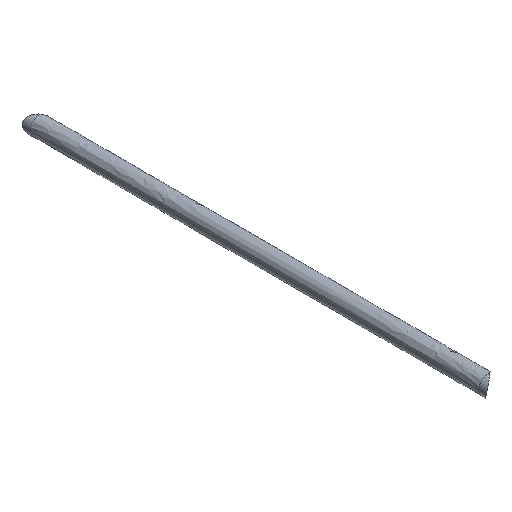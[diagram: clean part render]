
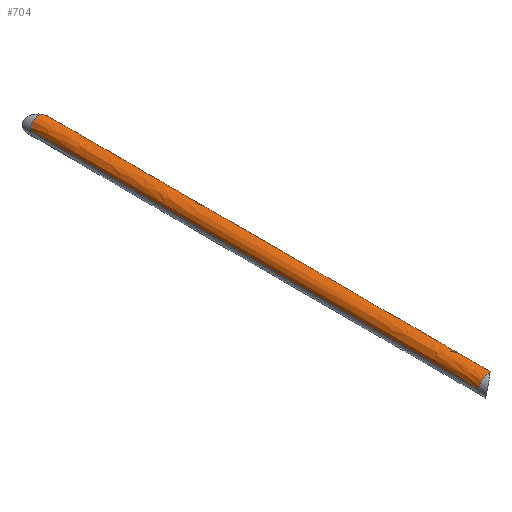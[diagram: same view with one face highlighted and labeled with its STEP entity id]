
A CAD part, isometric view. The second image highlights one B-rep face of the part: STEP entity #704.
In plain terms, the highlighted free-form (B-spline) face has degree [5, 4] with [6, 5] control points.
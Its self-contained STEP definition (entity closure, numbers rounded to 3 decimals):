
#61=CARTESIAN_POINT('Vertex',(-1971.255,311.28,343.46)) ;
#66=CARTESIAN_POINT('Axis2P3D Location',(-1958.755,311.28,343.46)) ;
#70=CARTESIAN_POINT('Vertex',(-1955.594,311.28,355.554)) ;
#280=CARTESIAN_POINT('Vertex',(-1971.255,-311.28,343.46)) ;
#433=CARTESIAN_POINT('Control Point',(-1946.255,-300.441,343.46)) ;
#434=CARTESIAN_POINT('Control Point',(-1946.255,-300.567,344.014)) ;
#435=CARTESIAN_POINT('Control Point',(-1946.286,-300.718,344.566)) ;
#436=CARTESIAN_POINT('Control Point',(-1946.347,-300.895,345.112)) ;
#437=CARTESIAN_POINT('Control Point',(-1946.532,-301.307,346.22)) ;
#438=CARTESIAN_POINT('Control Point',(-1946.832,-301.807,347.278)) ;
#439=CARTESIAN_POINT('Control Point',(-1947.016,-302.086,347.807)) ;
#440=CARTESIAN_POINT('Control Point',(-1947.58,-302.888,349.187)) ;
#441=CARTESIAN_POINT('Control Point',(-1948.319,-303.81,350.428)) ;
#442=CARTESIAN_POINT('Control Point',(-1948.842,-304.427,351.149)) ;
#443=CARTESIAN_POINT('Control Point',(-1950.08,-305.824,352.579)) ;
#444=CARTESIAN_POINT('Control Point',(-1951.512,-307.324,353.718)) ;
#445=CARTESIAN_POINT('Control Point',(-1952.329,-308.152,354.246)) ;
#446=CARTESIAN_POINT('Control Point',(-1953.471,-309.277,354.84)) ;
#447=CARTESIAN_POINT('Control Point',(-1954.668,-310.415,355.28)) ;
#448=CARTESIAN_POINT('Control Point',(-1954.974,-310.703,355.381)) ;
#449=CARTESIAN_POINT('Control Point',(-1955.283,-310.991,355.472)) ;
#450=CARTESIAN_POINT('Control Point',(-1955.594,-311.28,355.554)) ;
#451=CARTESIAN_POINT('Vertex',(-1946.255,-300.441,343.46)) ;
#453=CARTESIAN_POINT('Vertex',(-1955.594,-311.28,355.554)) ;
#515=CARTESIAN_POINT('Axis2P3D Location',(-1958.755,-311.28,343.46)) ;
#558=CARTESIAN_POINT('Control Point',(-1971.255,311.28,343.46)) ;
#559=CARTESIAN_POINT('Control Point',(-1971.255,186.768,343.46)) ;
#560=CARTESIAN_POINT('Control Point',(-1971.255,62.256,343.46)) ;
#561=CARTESIAN_POINT('Control Point',(-1971.255,-62.256,343.46)) ;
#562=CARTESIAN_POINT('Control Point',(-1971.255,-186.768,343.46)) ;
#563=CARTESIAN_POINT('Control Point',(-1971.255,-311.28,343.46)) ;
#590=CARTESIAN_POINT('Vertex',(-1946.255,300.441,343.46)) ;
#594=CARTESIAN_POINT('Control Point',(-1946.255,300.441,343.46)) ;
#595=CARTESIAN_POINT('Control Point',(-1946.255,180.265,343.46)) ;
#596=CARTESIAN_POINT('Control Point',(-1946.255,60.088,343.46)) ;
#597=CARTESIAN_POINT('Control Point',(-1946.255,-60.088,343.46)) ;
#598=CARTESIAN_POINT('Control Point',(-1946.255,-180.265,343.46)) ;
#599=CARTESIAN_POINT('Control Point',(-1946.255,-300.441,343.46)) ;
#616=CARTESIAN_POINT('Control Point',(-1946.255,300.441,343.46)) ;
#617=CARTESIAN_POINT('Control Point',(-1946.255,300.567,344.014)) ;
#618=CARTESIAN_POINT('Control Point',(-1946.286,300.718,344.566)) ;
#619=CARTESIAN_POINT('Control Point',(-1946.347,300.895,345.112)) ;
#620=CARTESIAN_POINT('Control Point',(-1946.532,301.307,346.22)) ;
#621=CARTESIAN_POINT('Control Point',(-1946.832,301.807,347.278)) ;
#622=CARTESIAN_POINT('Control Point',(-1947.016,302.086,347.807)) ;
#623=CARTESIAN_POINT('Control Point',(-1947.58,302.888,349.187)) ;
#624=CARTESIAN_POINT('Control Point',(-1948.319,303.81,350.428)) ;
#625=CARTESIAN_POINT('Control Point',(-1948.842,304.427,351.149)) ;
#626=CARTESIAN_POINT('Control Point',(-1950.08,305.824,352.579)) ;
#627=CARTESIAN_POINT('Control Point',(-1951.512,307.324,353.718)) ;
#628=CARTESIAN_POINT('Control Point',(-1952.329,308.152,354.246)) ;
#629=CARTESIAN_POINT('Control Point',(-1953.471,309.277,354.84)) ;
#630=CARTESIAN_POINT('Control Point',(-1954.668,310.415,355.28)) ;
#631=CARTESIAN_POINT('Control Point',(-1954.974,310.703,355.381)) ;
#632=CARTESIAN_POINT('Control Point',(-1955.283,310.991,355.472)) ;
#633=CARTESIAN_POINT('Control Point',(-1955.594,311.28,355.554)) ;
#666=CARTESIAN_POINT('Control Point',(-1946.255,311.28,343.46)) ;
#667=CARTESIAN_POINT('Control Point',(-1946.255,311.28,355.96)) ;
#668=CARTESIAN_POINT('Control Point',(-1958.755,311.28,362.21)) ;
#669=CARTESIAN_POINT('Control Point',(-1971.255,311.28,355.96)) ;
#670=CARTESIAN_POINT('Control Point',(-1971.255,311.28,343.46)) ;
#671=CARTESIAN_POINT('Control Point',(-1946.255,186.768,343.46)) ;
#672=CARTESIAN_POINT('Control Point',(-1946.255,186.768,355.96)) ;
#673=CARTESIAN_POINT('Control Point',(-1958.755,186.768,362.21)) ;
#674=CARTESIAN_POINT('Control Point',(-1971.255,186.768,355.96)) ;
#675=CARTESIAN_POINT('Control Point',(-1971.255,186.768,343.46)) ;
#676=CARTESIAN_POINT('Control Point',(-1946.255,62.256,343.46)) ;
#677=CARTESIAN_POINT('Control Point',(-1946.255,62.256,355.96)) ;
#678=CARTESIAN_POINT('Control Point',(-1958.755,62.256,362.21)) ;
#679=CARTESIAN_POINT('Control Point',(-1971.255,62.256,355.96)) ;
#680=CARTESIAN_POINT('Control Point',(-1971.255,62.256,343.46)) ;
#681=CARTESIAN_POINT('Control Point',(-1946.255,-62.256,343.46)) ;
#682=CARTESIAN_POINT('Control Point',(-1946.255,-62.256,355.96)) ;
#683=CARTESIAN_POINT('Control Point',(-1958.755,-62.256,362.21)) ;
#684=CARTESIAN_POINT('Control Point',(-1971.255,-62.256,355.96)) ;
#685=CARTESIAN_POINT('Control Point',(-1971.255,-62.256,343.46)) ;
#686=CARTESIAN_POINT('Control Point',(-1946.255,-186.768,343.46)) ;
#687=CARTESIAN_POINT('Control Point',(-1946.255,-186.768,355.96)) ;
#688=CARTESIAN_POINT('Control Point',(-1958.755,-186.768,362.21)) ;
#689=CARTESIAN_POINT('Control Point',(-1971.255,-186.768,355.96)) ;
#690=CARTESIAN_POINT('Control Point',(-1971.255,-186.768,343.46)) ;
#691=CARTESIAN_POINT('Control Point',(-1946.255,-311.28,343.46)) ;
#692=CARTESIAN_POINT('Control Point',(-1946.255,-311.28,355.96)) ;
#693=CARTESIAN_POINT('Control Point',(-1958.755,-311.28,362.21)) ;
#694=CARTESIAN_POINT('Control Point',(-1971.255,-311.28,355.96)) ;
#695=CARTESIAN_POINT('Control Point',(-1971.255,-311.28,343.46)) ;
#67=DIRECTION('Axis2P3D Direction',(-0.,-1.,-0.)) ;
#516=DIRECTION('Axis2P3D Direction',(-0.,-1.,-0.)) ;
#68=AXIS2_PLACEMENT_3D('Circle Axis2P3D',#66,#67,$) ;
#517=AXIS2_PLACEMENT_3D('Circle Axis2P3D',#515,#516,$) ;
#697=ORIENTED_EDGE('',*,*,#455,.F.) ;
#698=ORIENTED_EDGE('',*,*,#600,.F.) ;
#699=ORIENTED_EDGE('',*,*,#634,.T.) ;
#700=ORIENTED_EDGE('',*,*,#72,.T.) ;
#701=ORIENTED_EDGE('',*,*,#564,.T.) ;
#702=ORIENTED_EDGE('',*,*,#519,.F.) ;
#704=ADVANCED_FACE('Corps principal',(#703),#665,.F.) ;
#432=B_SPLINE_CURVE_WITH_KNOTS('',5,(#433,#434,#435,#436,#437,#438,#439,#440,#441,#442,#443,#444,#445,#446,#447,#448,#449,#450),.UNSPECIFIED.,.F.,.U.,(6,3,3,3,3,6),(0.,4.234,8.723,16.353,25.267,28.284),.UNSPECIFIED.) ;
#615=B_SPLINE_CURVE_WITH_KNOTS('',5,(#616,#617,#618,#619,#620,#621,#622,#623,#624,#625,#626,#627,#628,#629,#630,#631,#632,#633),.UNSPECIFIED.,.F.,.U.,(6,3,3,3,3,6),(0.,4.234,8.723,16.353,25.267,28.284),.UNSPECIFIED.) ;
#69=CIRCLE('generated circle',#68,12.5) ;
#518=CIRCLE('generated circle',#517,12.5) ;
#72=EDGE_CURVE('',#71,#62,#69,.T.) ;
#455=EDGE_CURVE('',#452,#454,#432,.T.) ;
#519=EDGE_CURVE('',#454,#281,#518,.T.) ;
#564=EDGE_CURVE('',#62,#281,#557,.T.) ;
#600=EDGE_CURVE('',#591,#452,#593,.T.) ;
#634=EDGE_CURVE('',#591,#71,#615,.T.) ;
#696=EDGE_LOOP('',(#697,#698,#699,#700,#701,#702)) ;
#703=FACE_OUTER_BOUND('',#696,.T.) ;
#62=VERTEX_POINT('',#61) ;
#71=VERTEX_POINT('',#70) ;
#281=VERTEX_POINT('',#280) ;
#452=VERTEX_POINT('',#451) ;
#454=VERTEX_POINT('',#453) ;
#591=VERTEX_POINT('',#590) ;
#557=(BOUNDED_CURVE()B_SPLINE_CURVE(5,(#558,#559,#560,#561,#562,#563),.UNSPECIFIED.,.F.,.U.)B_SPLINE_CURVE_WITH_KNOTS((6,6),(0.,622.56),.UNSPECIFIED.)CURVE()GEOMETRIC_REPRESENTATION_ITEM()RATIONAL_B_SPLINE_CURVE((1.,1.,1.,1.,1.,1.))REPRESENTATION_ITEM('')) ;
#593=(BOUNDED_CURVE()B_SPLINE_CURVE(5,(#594,#595,#596,#597,#598,#599),.UNSPECIFIED.,.F.,.U.)B_SPLINE_CURVE_WITH_KNOTS((6,6),(10.839,611.721),.UNSPECIFIED.)CURVE()GEOMETRIC_REPRESENTATION_ITEM()RATIONAL_B_SPLINE_CURVE((1.,1.,1.,1.,1.,1.))REPRESENTATION_ITEM('')) ;
#665=(BOUNDED_SURFACE()B_SPLINE_SURFACE(5,4,((#666,#667,#668,#669,#670),(#671,#672,#673,#674,#675),(#676,#677,#678,#679,#680),(#681,#682,#683,#684,#685),(#686,#687,#688,#689,#690),(#691,#692,#693,#694,#695)),.UNSPECIFIED.,.F.,.F.,.U.)B_SPLINE_SURFACE_WITH_KNOTS((6,6),(5,5),(0.,622.56),(39.27,78.54),.UNSPECIFIED.)GEOMETRIC_REPRESENTATION_ITEM()RATIONAL_B_SPLINE_SURFACE(((1.,0.707,0.667,0.707,1.),(1.,0.707,0.667,0.707,1.),(1.,0.707,0.667,0.707,1.),(1.,0.707,0.667,0.707,1.),(1.,0.707,0.667,0.707,1.),(1.,0.707,0.667,0.707,1.)))REPRESENTATION_ITEM('Rational BSpline Surface')SURFACE()) ;
